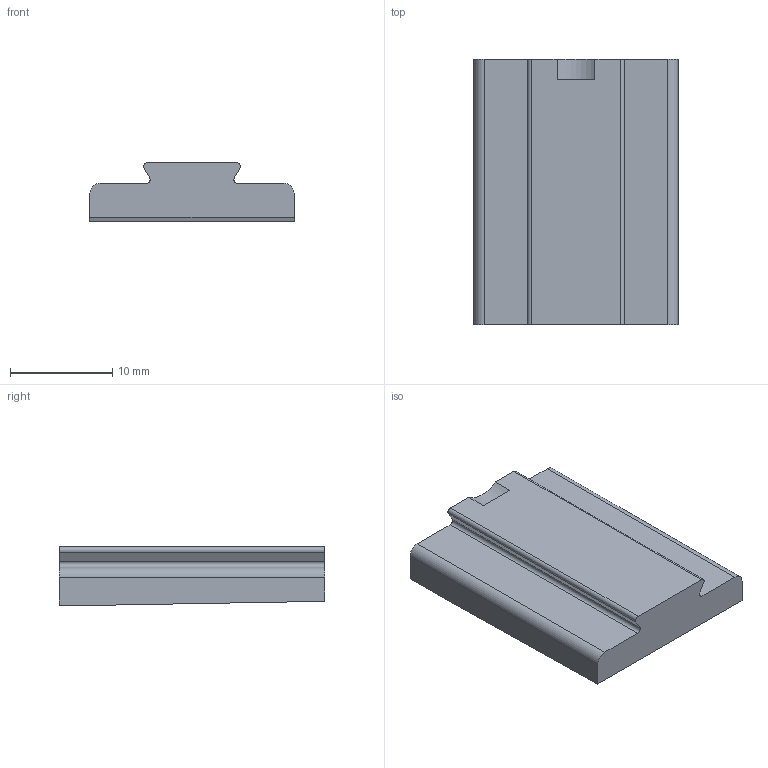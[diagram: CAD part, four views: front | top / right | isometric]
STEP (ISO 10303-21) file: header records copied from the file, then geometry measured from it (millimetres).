
FILE_DESCRIPTION (( 'STEP AP214' ), '1' );
FILE_NAME ('bau0216415076.step', '2023-07-20T13:24:10', ( '' ), ( '' ), 'SwSTEP 2.0', 'SolidWorks 2022', '' );
FILE_SCHEMA (( 'AUTOMOTIVE_DESIGN' ));
Length unit declared in the file: millimetre
Products named in the file (1): bau0216415076
Bounding box: 20 x 26 x 5.7 mm (x, y, z)
Volume: 2292.7 mm3; surface area: 1508.5 mm2
Topology: 1 solids, 1 shells, 22 faces, 60 edges, 40 vertices
Faces by surface type: plane 13, cylinder 7, bspline 2
Entity records: 770 total; most frequent: CARTESIAN_POINT 171, ORIENTED_EDGE 120, DIRECTION 116, EDGE_CURVE 60, VECTOR 42, LINE 42, VERTEX_POINT 40, AXIS2_PLACEMENT_3D 37
